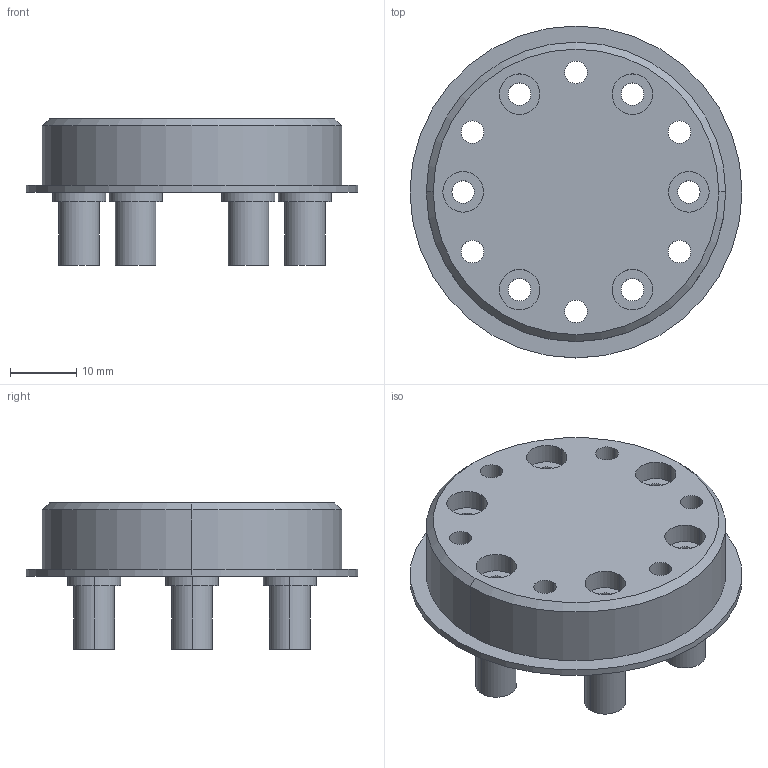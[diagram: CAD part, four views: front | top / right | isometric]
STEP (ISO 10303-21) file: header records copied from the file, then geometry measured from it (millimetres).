
FILE_DESCRIPTION (( 'STEP AP214' ), '1' );
FILE_NAME ('3.媼撰怀堤粣俋.STEP', '2025-11-18T11:30:27', ( '' ), ( '' ), 'SwSTEP 2.0', 'SolidWorks 2023', '' );
FILE_SCHEMA (( 'AUTOMOTIVE_DESIGN' ));
Length unit declared in the file: millimetre
Products named in the file (1): 3.二级输出轴外
Bounding box: 50 x 50 x 22 mm (x, y, z)
Volume: 17241.1 mm3; surface area: 9054.6 mm2
Topology: 1 solids, 1 shells, 111 faces, 244 edges, 162 vertices
Faces by surface type: cylinder 80, plane 29, cone 2
Entity records: 3215 total; most frequent: DIRECTION 630, CARTESIAN_POINT 518, ORIENTED_EDGE 488, AXIS2_PLACEMENT_3D 274, EDGE_CURVE 244, EDGE_LOOP 162, VERTEX_POINT 162, CIRCLE 162
